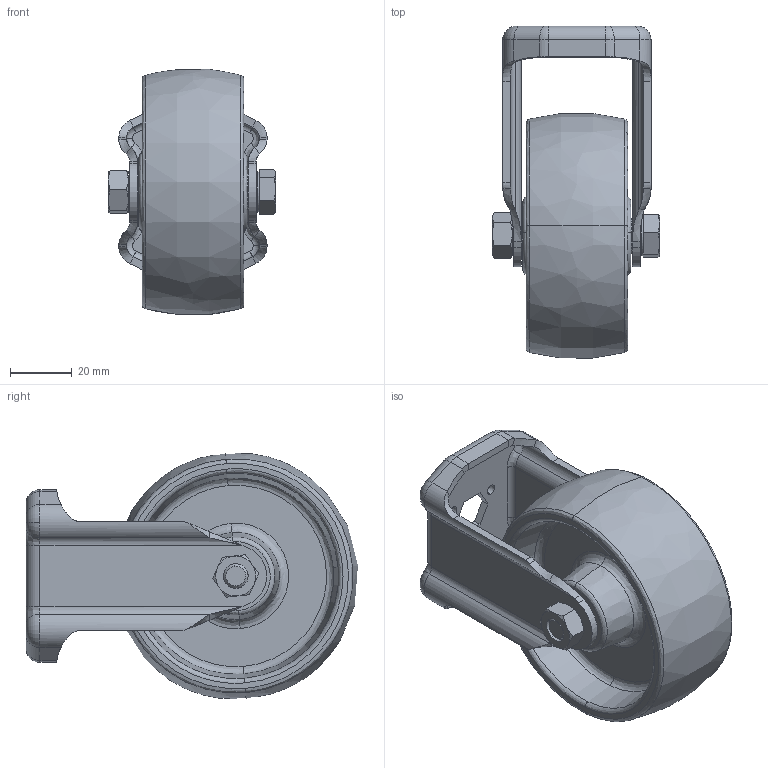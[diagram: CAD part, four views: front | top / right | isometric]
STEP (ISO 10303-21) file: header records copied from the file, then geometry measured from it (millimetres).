
FILE_DESCRIPTION (( 'STEP AP214' ), '1' );
FILE_NAME ('Accessories for aluminium profiles098F080AN.step', '2016-10-19T19:31:33', ( '' ), ( '' ), 'SwSTEP 2.0', 'SolidWorks 2016', '' );
FILE_SCHEMA (( 'AUTOMOTIVE_DESIGN' ));
Length unit declared in the file: millimetre
Products named in the file (6): POA_80_12G_574897-214_selction no pls; 098FR.u.Tab_098F080; 340me516; 4DIN934M08M; 4DIN931M08048MS01; Accessories for aluminium profiles098F080AN
Assembly tree (5 placements, depth 2):
  Accessories for aluminium profiles098F080AN
    4DIN931M08048MS01
    4DIN934M08M
    340me516
    098FR.u.Tab_098F080
    POA_80_12G_574897-214_selction no pls
Bounding box: 54.2 x 107.63 x 79.53 mm (x, y, z)
Volume: 107738.9 mm3; surface area: 45579.1 mm2
Topology: 5 solids, 5 shells, 510 faces, 1286 edges, 814 vertices
Faces by surface type: plane 211, bspline 176, cylinder 64, cone 39, torus 20
Entity records: 31272 total; most frequent: CARTESIAN_POINT 15032, ORIENTED_EDGE 2572, DIRECTION 1819, EDGE_CURVE 1286, VERTEX_POINT 814, LINE 703, VECTOR 703, AXIS2_PLACEMENT_3D 558
